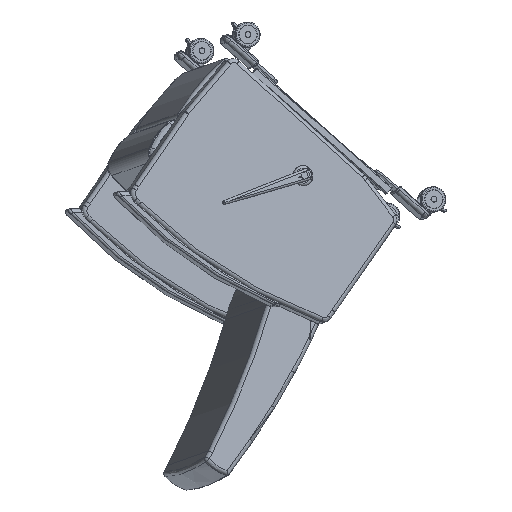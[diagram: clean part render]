
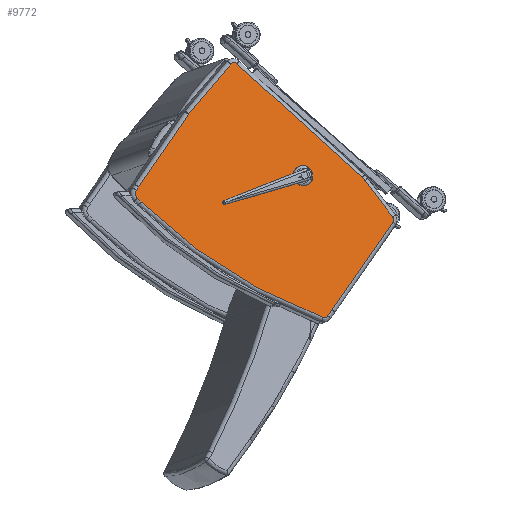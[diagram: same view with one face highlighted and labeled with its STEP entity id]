
A CAD part, left-side view. The second image highlights one B-rep face of the part: STEP entity #9772.
In plain terms, the highlighted face is planar.
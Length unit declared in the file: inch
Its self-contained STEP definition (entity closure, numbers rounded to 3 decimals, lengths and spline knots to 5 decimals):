
#1190=CIRCLE('',#10884,59.75);
#1194=CIRCLE('',#10890,0.5);
#1196=CIRCLE('',#10894,2.5);
#1199=CIRCLE('',#10898,0.5);
#1203=CIRCLE('',#10903,0.5);
#1206=CIRCLE('',#10908,59.75);
#1208=CIRCLE('',#10910,0.5);
#1209=CIRCLE('',#10913,0.75);
#1997=FACE_OUTER_BOUND('',#2648,.T.);
#2648=EDGE_LOOP('',(#8791,#8792,#8793,#8794,#8795,#8796,#8797,#8798,#8799,
#8800,#8801,#8802,#8803,#8804,#8805));
#3312=LINE('',#19072,#3995);
#3314=LINE('',#19103,#3997);
#3315=LINE('',#19119,#3998);
#3317=LINE('',#19138,#4000);
#3318=LINE('',#19163,#4001);
#3320=LINE('',#19180,#4003);
#3322=LINE('',#19199,#4005);
#3995=VECTOR('',#13565,0.3937);
#3997=VECTOR('',#13573,0.3937);
#3998=VECTOR('',#13582,0.3937);
#4000=VECTOR('',#13592,0.3937);
#4001=VECTOR('',#13603,0.3937);
#4003=VECTOR('',#13613,0.3937);
#4005=VECTOR('',#13627,0.3937);
#4824=VERTEX_POINT('',#19046);
#4825=VERTEX_POINT('',#19057);
#4826=VERTEX_POINT('',#19070);
#4827=VERTEX_POINT('',#19071);
#4830=VERTEX_POINT('',#19099);
#4831=VERTEX_POINT('',#19101);
#4832=VERTEX_POINT('',#19113);
#4833=VERTEX_POINT('',#19117);
#4834=VERTEX_POINT('',#19121);
#4836=VERTEX_POINT('',#19136);
#4838=VERTEX_POINT('',#19155);
#4840=VERTEX_POINT('',#19161);
#4842=VERTEX_POINT('',#19175);
#4843=VERTEX_POINT('',#19183);
#4844=VERTEX_POINT('',#19195);
#6137=EDGE_CURVE('',#4824,#4825,#1190,.T.);
#6139=EDGE_CURVE('',#4826,#4827,#3312,.T.);
#6145=EDGE_CURVE('',#4831,#4830,#3314,.T.);
#6147=EDGE_CURVE('',#4832,#4831,#1194,.T.);
#6149=EDGE_CURVE('',#4833,#4832,#3315,.T.);
#6151=EDGE_CURVE('',#4834,#4833,#1196,.T.);
#6154=EDGE_CURVE('',#4836,#4834,#3317,.T.);
#6156=EDGE_CURVE('',#4838,#4836,#1199,.T.);
#6159=EDGE_CURVE('',#4840,#4838,#3318,.T.);
#6162=EDGE_CURVE('',#4842,#4840,#1203,.T.);
#6164=EDGE_CURVE('',#4827,#4842,#3320,.T.);
#6167=EDGE_CURVE('',#4843,#4824,#1206,.T.);
#6169=EDGE_CURVE('',#4844,#4843,#1208,.T.);
#6170=EDGE_CURVE('',#4830,#4844,#3322,.T.);
#6171=EDGE_CURVE('',#4825,#4826,#1209,.T.);
#8791=ORIENTED_EDGE('',*,*,#6145,.F.);
#8792=ORIENTED_EDGE('',*,*,#6147,.F.);
#8793=ORIENTED_EDGE('',*,*,#6149,.F.);
#8794=ORIENTED_EDGE('',*,*,#6151,.F.);
#8795=ORIENTED_EDGE('',*,*,#6154,.F.);
#8796=ORIENTED_EDGE('',*,*,#6156,.F.);
#8797=ORIENTED_EDGE('',*,*,#6159,.F.);
#8798=ORIENTED_EDGE('',*,*,#6162,.F.);
#8799=ORIENTED_EDGE('',*,*,#6164,.F.);
#8800=ORIENTED_EDGE('',*,*,#6139,.F.);
#8801=ORIENTED_EDGE('',*,*,#6171,.F.);
#8802=ORIENTED_EDGE('',*,*,#6137,.F.);
#8803=ORIENTED_EDGE('',*,*,#6167,.F.);
#8804=ORIENTED_EDGE('',*,*,#6169,.F.);
#8805=ORIENTED_EDGE('',*,*,#6170,.F.);
#9235=PLANE('',#10919);
#9772=ADVANCED_FACE('',(#1997),#9235,.T.);
#10884=AXIS2_PLACEMENT_3D('',#19058,#13561,#13562);
#10890=AXIS2_PLACEMENT_3D('',#19115,#13576,#13577);
#10894=AXIS2_PLACEMENT_3D('',#19132,#13585,#13586);
#10898=AXIS2_PLACEMENT_3D('',#19157,#13595,#13596);
#10903=AXIS2_PLACEMENT_3D('',#19177,#13607,#13608);
#10908=AXIS2_PLACEMENT_3D('',#19185,#13619,#13620);
#10910=AXIS2_PLACEMENT_3D('',#19197,#13623,#13624);
#10913=AXIS2_PLACEMENT_3D('',#19201,#13630,#13631);
#10919=AXIS2_PLACEMENT_3D('',#19211,#13646,#13647);
#13561=DIRECTION('center_axis',(0.,0.,-1.));
#13562=DIRECTION('ref_axis',(0.05,0.999,0.));
#13565=DIRECTION('',(0.106,-0.994,0.));
#13573=DIRECTION('',(-0.106,0.994,0.));
#13576=DIRECTION('center_axis',(0.,0.,-1.));
#13577=DIRECTION('ref_axis',(-0.735,-0.679,0.));
#13582=DIRECTION('',(-0.983,0.184,0.));
#13585=DIRECTION('center_axis',(0.,0.,-1.));
#13586=DIRECTION('ref_axis',(-0.092,-0.996,0.));
#13592=DIRECTION('',(-1.,-0.001,0.));
#13595=DIRECTION('center_axis',(0.,0.,-1.));
#13596=DIRECTION('ref_axis',(0.712,-0.702,0.));
#13603=DIRECTION('',(0.014,-1.,0.));
#13607=DIRECTION('center_axis',(0.,0.,-1.));
#13608=DIRECTION('ref_axis',(0.998,0.062,0.));
#13613=DIRECTION('',(0.11,-0.994,0.));
#13619=DIRECTION('center_axis',(0.,0.,-1.));
#13620=DIRECTION('ref_axis',(-0.174,0.985,0.));
#13623=DIRECTION('center_axis',(0.,0.,-1.));
#13624=DIRECTION('ref_axis',(-0.859,0.512,0.));
#13627=DIRECTION('',(-0.106,0.994,0.));
#13630=DIRECTION('center_axis',(0.,0.,-1.));
#13631=DIRECTION('ref_axis',(0.669,0.743,0.));
#13646=DIRECTION('center_axis',(0.,0.,1.));
#13647=DIRECTION('ref_axis',(1.,0.,0.));
#19046=CARTESIAN_POINT('',(30.35305,-10.41044,3.));
#19057=CARTESIAN_POINT('',(30.96931,-10.4412,3.));
#19058=CARTESIAN_POINT('Origin',(27.68214,-70.10071,3.));
#19070=CARTESIAN_POINT('',(31.67349,-11.06456,3.));
#19071=CARTESIAN_POINT('',(31.72615,-11.55846,3.));
#19072=CARTESIAN_POINT('',(31.9615,-13.76578,3.));
#19099=CARTESIAN_POINT('',(5.07948,-16.22891,3.));
#19101=CARTESIAN_POINT('',(6.42687,-28.85763,3.));
#19103=CARTESIAN_POINT('',(5.95876,-24.47018,3.));
#19113=CARTESIAN_POINT('',(6.83187,-29.29602,3.));
#19115=CARTESIAN_POINT('Origin',(6.92405,-28.80459,3.));
#19117=CARTESIAN_POINT('',(12.11389,-30.28672,3.));
#19119=CARTESIAN_POINT('',(13.84383,-30.61119,3.));
#19121=CARTESIAN_POINT('',(12.57757,-30.32957,3.));
#19132=CARTESIAN_POINT('Origin',(12.57476,-27.82957,3.));
#19136=CARTESIAN_POINT('',(32.48755,-30.31847,3.));
#19138=CARTESIAN_POINT('',(25.75379,-30.32222,3.));
#19155=CARTESIAN_POINT('',(32.98722,-29.81165,3.));
#19157=CARTESIAN_POINT('Origin',(32.48727,-29.81847,3.));
#19161=CARTESIAN_POINT('',(32.88094,-22.0233,3.));
#19163=CARTESIAN_POINT('',(32.85178,-19.88638,3.));
#19175=CARTESIAN_POINT('',(32.87796,-21.97517,3.));
#19177=CARTESIAN_POINT('Origin',(32.38099,-22.03012,3.));
#19180=CARTESIAN_POINT('',(31.99514,-13.99111,3.));
#19183=CARTESIAN_POINT('',(5.29373,-14.84155,3.));
#19185=CARTESIAN_POINT('Origin',(27.98863,-70.11364,3.));
#19195=CARTESIAN_POINT('',(4.98646,-15.35712,3.));
#19197=CARTESIAN_POINT('Origin',(5.48364,-15.30407,3.));
#19199=CARTESIAN_POINT('',(5.24561,-17.78599,3.));
#19201=CARTESIAN_POINT('Origin',(30.93412,-11.19038,3.));
#19211=CARTESIAN_POINT('Origin',(18.,-18.,3.));
